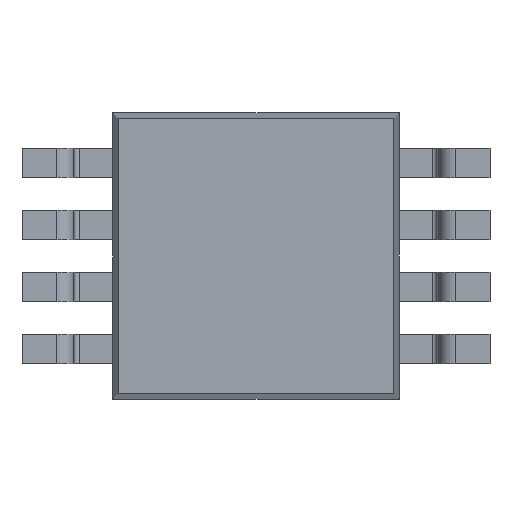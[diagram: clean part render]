
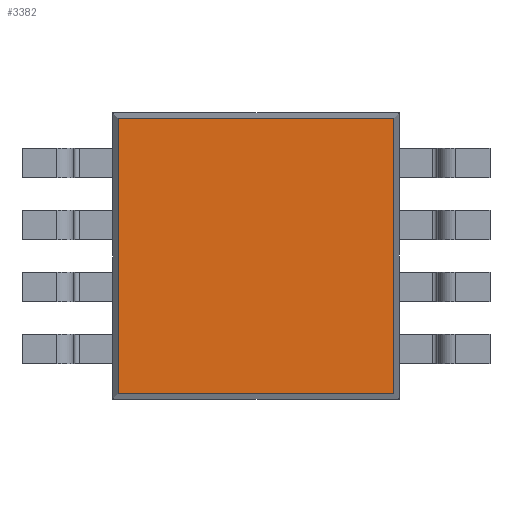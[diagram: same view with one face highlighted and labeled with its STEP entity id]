
A CAD part, front view. The second image highlights one B-rep face of the part: STEP entity #3382.
In plain terms, the highlighted planar face has unit normal (0, -1, 0).
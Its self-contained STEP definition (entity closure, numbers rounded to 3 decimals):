
#11 = CARTESIAN_POINT ( 'NONE',  ( 1.442, 0.15, -1.5 ) ) ;
#27 = DIRECTION ( 'NONE',  ( 0., 0., 1. ) ) ;
#63 = ORIENTED_EDGE ( 'NONE', *, *, #3880, .T. ) ;
#158 = ORIENTED_EDGE ( 'NONE', *, *, #2241, .T. ) ;
#549 = DIRECTION ( 'NONE',  ( 0., 0., -1. ) ) ;
#594 = CARTESIAN_POINT ( 'NONE',  ( -1.442, 0.15, 1.5 ) ) ;
#605 = CARTESIAN_POINT ( 'NONE',  ( -1.5, 0.15, -1.442 ) ) ;
#697 = LINE ( 'NONE', #605, #3140 ) ;
#729 = CARTESIAN_POINT ( 'NONE',  ( 1.5, 0.15, 1.442 ) ) ;
#752 = VECTOR ( 'NONE', #27, 1000. ) ;
#904 = AXIS2_PLACEMENT_3D ( 'NONE', #2935, #3503, #549 ) ;
#953 = EDGE_CURVE ( 'NONE', #2771, #2122, #3461, .T. ) ;
#967 = VERTEX_POINT ( 'NONE', #1615 ) ;
#1206 = LINE ( 'NONE', #594, #3226 ) ;
#1449 = PLANE ( 'NONE',  #904 ) ;
#1503 = EDGE_LOOP ( 'NONE', ( #1517, #158, #2944, #63 ) ) ;
#1517 = ORIENTED_EDGE ( 'NONE', *, *, #3407, .T. ) ;
#1579 = CARTESIAN_POINT ( 'NONE',  ( 1.442, 0.15, -1.442 ) ) ;
#1583 = LINE ( 'NONE', #11, #752 ) ;
#1615 = CARTESIAN_POINT ( 'NONE',  ( -1.442, 0.15, -1.442 ) ) ;
#1791 = DIRECTION ( 'NONE',  ( 1., 0., 0. ) ) ;
#2122 = VERTEX_POINT ( 'NONE', #3846 ) ;
#2241 = EDGE_CURVE ( 'NONE', #3214, #2771, #1583, .T. ) ;
#2376 = DIRECTION ( 'NONE',  ( 0., 0., -1. ) ) ;
#2661 = VECTOR ( 'NONE', #3750, 1000. ) ;
#2771 = VERTEX_POINT ( 'NONE', #3437 ) ;
#2935 = CARTESIAN_POINT ( 'NONE',  ( 0., 0.15, 0. ) ) ;
#2944 = ORIENTED_EDGE ( 'NONE', *, *, #953, .T. ) ;
#3140 = VECTOR ( 'NONE', #1791, 1000. ) ;
#3214 = VERTEX_POINT ( 'NONE', #1579 ) ;
#3226 = VECTOR ( 'NONE', #2376, 1000. ) ;
#3382 = ADVANCED_FACE ( 'NONE', ( #3551 ), #1449, .T. ) ;
#3407 = EDGE_CURVE ( 'NONE', #967, #3214, #697, .T. ) ;
#3437 = CARTESIAN_POINT ( 'NONE',  ( 1.442, 0.15, 1.442 ) ) ;
#3461 = LINE ( 'NONE', #729, #2661 ) ;
#3503 = DIRECTION ( 'NONE',  ( 0., -1., 0. ) ) ;
#3551 = FACE_OUTER_BOUND ( 'NONE', #1503, .T. ) ;
#3750 = DIRECTION ( 'NONE',  ( -1., 0., 0. ) ) ;
#3846 = CARTESIAN_POINT ( 'NONE',  ( -1.442, 0.15, 1.442 ) ) ;
#3880 = EDGE_CURVE ( 'NONE', #2122, #967, #1206, .T. ) ;
